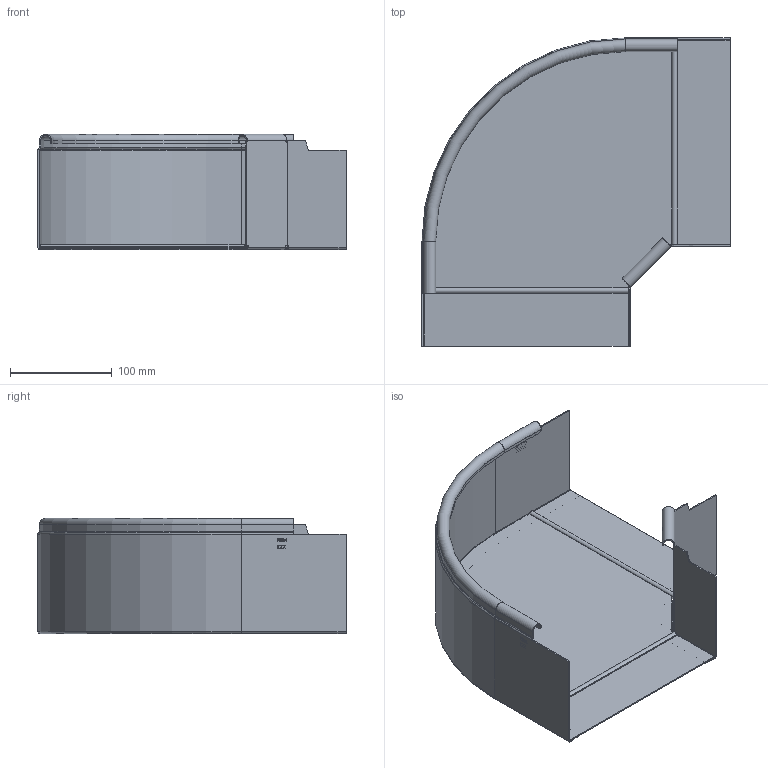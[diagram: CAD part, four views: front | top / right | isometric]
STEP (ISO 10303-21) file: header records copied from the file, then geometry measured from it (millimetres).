
FILE_DESCRIPTION((''),'2;1');
FILE_NAME('6041842_ORG_ASM','2013-07-23T',('AndreasKeweloh'),(''),'PRO/ENGINEER BY PARAMETRIC TECHNOLOGY CORPORATION, 2012360','PRO/ENGINEER BY PARAMETRIC TECHNOLOGY CORPORATION, 2012360','');
FILE_SCHEMA(('CONFIG_CONTROL_DESIGN'));
Length unit declared in the file: millimetre
Products named in the file (5): 041539_AUSSENHOLM_120; 033219_INNENHOLM_110; 033200_BODENBLECH_200; 041540_3-6041840_ASM; 6041842_ORG_ASM
Assembly tree (4 placements, depth 3):
  6041842_ORG_ASM
    041540_3-6041840_ASM
      041539_AUSSENHOLM_120
      033219_INNENHOLM_110
      033200_BODENBLECH_200
Bounding box: 302.33 x 302.33 x 113 mm (x, y, z)
Volume: 204072.1 mm3; surface area: 330431.4 mm2
Topology: 3 solids, 3 shells, 375 faces, 934 edges, 588 vertices
Faces by surface type: plane 251, cylinder 84, extrusion 22, bspline 10, torus 8
Entity records: 12112 total; most frequent: CARTESIAN_POINT 3070, ORIENTED_EDGE 1868, DIRECTION 1786, EDGE_CURVE 934, VECTOR 720, LINE 698, VERTEX_POINT 588, AXIS2_PLACEMENT_3D 533
